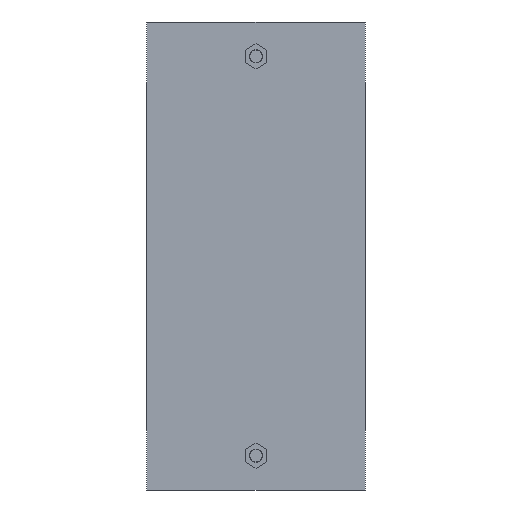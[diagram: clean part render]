
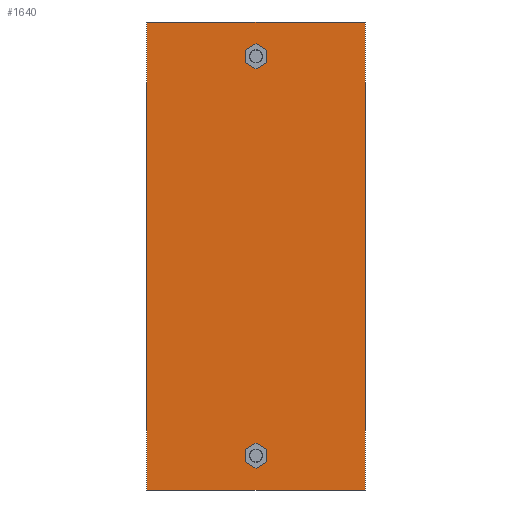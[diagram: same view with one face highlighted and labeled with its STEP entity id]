
A CAD part, front view. The second image highlights one B-rep face of the part: STEP entity #1640.
In plain terms, the highlighted planar face has unit normal (0, -1, 0).
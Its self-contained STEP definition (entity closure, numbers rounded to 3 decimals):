
#1513=AXIS2_PLACEMENT_3D('Plane Axis2P3D',#1510,#1511,#1512) ;
#1479=CARTESIAN_POINT('Vertex',(-52.5,0.,-75.)) ;
#1484=CARTESIAN_POINT('Line Origine',(-52.5,0.,0.)) ;
#1488=CARTESIAN_POINT('Vertex',(-52.5,0.,75.)) ;
#1510=CARTESIAN_POINT('Axis2P3D Location',(0.,0.,-75.)) ;
#1515=CARTESIAN_POINT('Line Origine',(-17.5,0.,75.)) ;
#1519=CARTESIAN_POINT('Vertex',(17.5,0.,75.)) ;
#1522=CARTESIAN_POINT('Line Origine',(-17.5,0.,-75.)) ;
#1526=CARTESIAN_POINT('Vertex',(17.5,0.,-75.)) ;
#1529=CARTESIAN_POINT('Line Origine',(17.5,0.,0.)) ;
#1540=CARTESIAN_POINT('Line Origine',(-14.,0.,64.)) ;
#1544=CARTESIAN_POINT('Vertex',(-14.,0.,61.979)) ;
#1546=CARTESIAN_POINT('Vertex',(-14.,0.,66.021)) ;
#1549=CARTESIAN_POINT('Line Origine',(-15.75,0.,60.969)) ;
#1553=CARTESIAN_POINT('Vertex',(-17.5,0.,59.959)) ;
#1556=CARTESIAN_POINT('Line Origine',(-19.25,0.,60.969)) ;
#1560=CARTESIAN_POINT('Vertex',(-21.,0.,61.979)) ;
#1563=CARTESIAN_POINT('Line Origine',(-21.,0.,64.)) ;
#1567=CARTESIAN_POINT('Vertex',(-21.,0.,66.021)) ;
#1570=CARTESIAN_POINT('Line Origine',(-19.25,0.,67.031)) ;
#1574=CARTESIAN_POINT('Vertex',(-17.5,0.,68.041)) ;
#1577=CARTESIAN_POINT('Line Origine',(-15.75,0.,67.031)) ;
#1590=CARTESIAN_POINT('Line Origine',(-19.25,0.,-60.969)) ;
#1594=CARTESIAN_POINT('Vertex',(-17.5,0.,-59.959)) ;
#1596=CARTESIAN_POINT('Vertex',(-21.,0.,-61.979)) ;
#1599=CARTESIAN_POINT('Line Origine',(-15.75,0.,-60.969)) ;
#1603=CARTESIAN_POINT('Vertex',(-14.,0.,-61.979)) ;
#1606=CARTESIAN_POINT('Line Origine',(-14.,0.,-64.)) ;
#1610=CARTESIAN_POINT('Vertex',(-14.,0.,-66.021)) ;
#1613=CARTESIAN_POINT('Line Origine',(-15.75,0.,-67.031)) ;
#1617=CARTESIAN_POINT('Vertex',(-17.5,0.,-68.041)) ;
#1620=CARTESIAN_POINT('Line Origine',(-19.25,0.,-67.031)) ;
#1624=CARTESIAN_POINT('Vertex',(-21.,0.,-66.021)) ;
#1627=CARTESIAN_POINT('Line Origine',(-21.,0.,-64.)) ;
#1485=DIRECTION('Vector Direction',(0.,0.,1.)) ;
#1511=DIRECTION('Axis2P3D Direction',(0.,1.,0.)) ;
#1512=DIRECTION('Axis2P3D XDirection',(0.,0.,1.)) ;
#1516=DIRECTION('Vector Direction',(1.,0.,0.)) ;
#1523=DIRECTION('Vector Direction',(1.,0.,0.)) ;
#1530=DIRECTION('Vector Direction',(0.,0.,1.)) ;
#1541=DIRECTION('Vector Direction',(0.,0.,-1.)) ;
#1550=DIRECTION('Vector Direction',(-0.866,0.,-0.5)) ;
#1557=DIRECTION('Vector Direction',(-0.866,0.,0.5)) ;
#1564=DIRECTION('Vector Direction',(0.,0.,1.)) ;
#1571=DIRECTION('Vector Direction',(0.866,0.,0.5)) ;
#1578=DIRECTION('Vector Direction',(0.866,0.,-0.5)) ;
#1591=DIRECTION('Vector Direction',(-0.866,0.,-0.5)) ;
#1600=DIRECTION('Vector Direction',(-0.866,0.,0.5)) ;
#1607=DIRECTION('Vector Direction',(0.,0.,1.)) ;
#1614=DIRECTION('Vector Direction',(0.866,0.,0.5)) ;
#1621=DIRECTION('Vector Direction',(0.866,0.,-0.5)) ;
#1628=DIRECTION('Vector Direction',(0.,0.,-1.)) ;
#1486=VECTOR('Line Direction',#1485,1.) ;
#1517=VECTOR('Line Direction',#1516,1.) ;
#1524=VECTOR('Line Direction',#1523,1.) ;
#1531=VECTOR('Line Direction',#1530,1.) ;
#1542=VECTOR('Line Direction',#1541,1.) ;
#1551=VECTOR('Line Direction',#1550,1.) ;
#1558=VECTOR('Line Direction',#1557,1.) ;
#1565=VECTOR('Line Direction',#1564,1.) ;
#1572=VECTOR('Line Direction',#1571,1.) ;
#1579=VECTOR('Line Direction',#1578,1.) ;
#1592=VECTOR('Line Direction',#1591,1.) ;
#1601=VECTOR('Line Direction',#1600,1.) ;
#1608=VECTOR('Line Direction',#1607,1.) ;
#1615=VECTOR('Line Direction',#1614,1.) ;
#1622=VECTOR('Line Direction',#1621,1.) ;
#1629=VECTOR('Line Direction',#1628,1.) ;
#1535=ORIENTED_EDGE('',*,*,#1521,.F.) ;
#1536=ORIENTED_EDGE('',*,*,#1490,.T.) ;
#1537=ORIENTED_EDGE('',*,*,#1528,.T.) ;
#1538=ORIENTED_EDGE('',*,*,#1533,.F.) ;
#1583=ORIENTED_EDGE('',*,*,#1548,.F.) ;
#1584=ORIENTED_EDGE('',*,*,#1555,.F.) ;
#1585=ORIENTED_EDGE('',*,*,#1562,.F.) ;
#1586=ORIENTED_EDGE('',*,*,#1569,.F.) ;
#1587=ORIENTED_EDGE('',*,*,#1576,.F.) ;
#1588=ORIENTED_EDGE('',*,*,#1581,.F.) ;
#1633=ORIENTED_EDGE('',*,*,#1598,.F.) ;
#1634=ORIENTED_EDGE('',*,*,#1605,.F.) ;
#1635=ORIENTED_EDGE('',*,*,#1612,.F.) ;
#1636=ORIENTED_EDGE('',*,*,#1619,.F.) ;
#1637=ORIENTED_EDGE('',*,*,#1626,.F.) ;
#1638=ORIENTED_EDGE('',*,*,#1631,.F.) ;
#1589=FACE_BOUND('',#1582,.T.) ;
#1639=FACE_BOUND('',#1632,.T.) ;
#1640=ADVANCED_FACE('Interruttore base',(#1539,#1589,#1639),#1514,.F.) ;
#1490=EDGE_CURVE('',#1489,#1480,#1487,.F.) ;
#1521=EDGE_CURVE('',#1489,#1520,#1518,.T.) ;
#1528=EDGE_CURVE('',#1480,#1527,#1525,.T.) ;
#1533=EDGE_CURVE('',#1520,#1527,#1532,.F.) ;
#1548=EDGE_CURVE('',#1545,#1547,#1543,.F.) ;
#1555=EDGE_CURVE('',#1554,#1545,#1552,.F.) ;
#1562=EDGE_CURVE('',#1561,#1554,#1559,.F.) ;
#1569=EDGE_CURVE('',#1568,#1561,#1566,.F.) ;
#1576=EDGE_CURVE('',#1575,#1568,#1573,.F.) ;
#1581=EDGE_CURVE('',#1547,#1575,#1580,.F.) ;
#1598=EDGE_CURVE('',#1595,#1597,#1593,.T.) ;
#1605=EDGE_CURVE('',#1604,#1595,#1602,.T.) ;
#1612=EDGE_CURVE('',#1611,#1604,#1609,.T.) ;
#1619=EDGE_CURVE('',#1618,#1611,#1616,.T.) ;
#1626=EDGE_CURVE('',#1625,#1618,#1623,.T.) ;
#1631=EDGE_CURVE('',#1597,#1625,#1630,.T.) ;
#1534=EDGE_LOOP('',(#1535,#1536,#1537,#1538)) ;
#1582=EDGE_LOOP('',(#1583,#1584,#1585,#1586,#1587,#1588)) ;
#1632=EDGE_LOOP('',(#1633,#1634,#1635,#1636,#1637,#1638)) ;
#1539=FACE_OUTER_BOUND('',#1534,.T.) ;
#1487=LINE('Line',#1484,#1486) ;
#1518=LINE('Line',#1515,#1517) ;
#1525=LINE('Line',#1522,#1524) ;
#1532=LINE('Line',#1529,#1531) ;
#1543=LINE('Line',#1540,#1542) ;
#1552=LINE('Line',#1549,#1551) ;
#1559=LINE('Line',#1556,#1558) ;
#1566=LINE('Line',#1563,#1565) ;
#1573=LINE('Line',#1570,#1572) ;
#1580=LINE('Line',#1577,#1579) ;
#1593=LINE('Line',#1590,#1592) ;
#1602=LINE('Line',#1599,#1601) ;
#1609=LINE('Line',#1606,#1608) ;
#1616=LINE('Line',#1613,#1615) ;
#1623=LINE('Line',#1620,#1622) ;
#1630=LINE('Line',#1627,#1629) ;
#1514=PLANE('',#1513) ;
#1480=VERTEX_POINT('',#1479) ;
#1489=VERTEX_POINT('',#1488) ;
#1520=VERTEX_POINT('',#1519) ;
#1527=VERTEX_POINT('',#1526) ;
#1545=VERTEX_POINT('',#1544) ;
#1547=VERTEX_POINT('',#1546) ;
#1554=VERTEX_POINT('',#1553) ;
#1561=VERTEX_POINT('',#1560) ;
#1568=VERTEX_POINT('',#1567) ;
#1575=VERTEX_POINT('',#1574) ;
#1595=VERTEX_POINT('',#1594) ;
#1597=VERTEX_POINT('',#1596) ;
#1604=VERTEX_POINT('',#1603) ;
#1611=VERTEX_POINT('',#1610) ;
#1618=VERTEX_POINT('',#1617) ;
#1625=VERTEX_POINT('',#1624) ;
